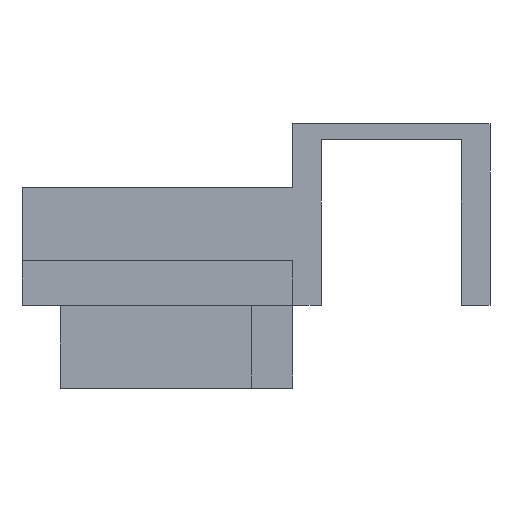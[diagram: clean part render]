
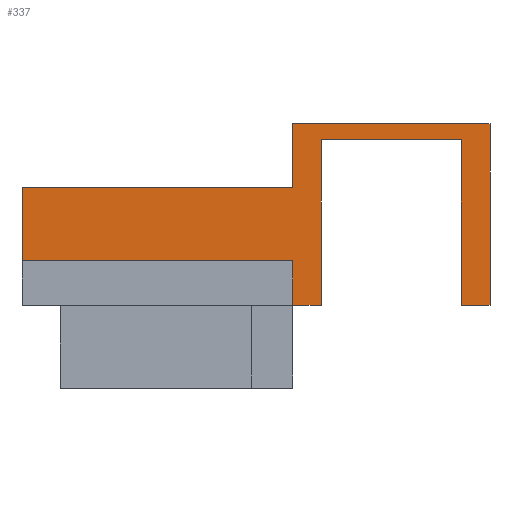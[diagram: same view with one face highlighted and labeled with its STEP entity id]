
A CAD part, front view. The second image highlights one B-rep face of the part: STEP entity #337.
In plain terms, the highlighted planar face has unit normal (0, -1, 0).
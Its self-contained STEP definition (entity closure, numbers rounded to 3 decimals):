
#6 = ORIENTED_EDGE ( 'NONE', *, *, #425, .T. ) ;
#13 = LINE ( 'NONE', #122, #593 ) ;
#16 = VERTEX_POINT ( 'NONE', #115 ) ;
#35 = ORIENTED_EDGE ( 'NONE', *, *, #773, .T. ) ;
#40 = DIRECTION ( 'NONE',  ( 1., 0., 0. ) ) ;
#44 = VECTOR ( 'NONE', #334, 1000. ) ;
#57 = CARTESIAN_POINT ( 'NONE',  ( 5.15, -1.3, 5.2 ) ) ;
#60 = LINE ( 'NONE', #280, #356 ) ;
#72 = VECTOR ( 'NONE', #155, 1000. ) ;
#115 = CARTESIAN_POINT ( 'NONE',  ( 4.25, -1.3, 1.4 ) ) ;
#122 = CARTESIAN_POINT ( 'NONE',  ( 10.45, -1.3, 5.7 ) ) ;
#137 = CARTESIAN_POINT ( 'NONE',  ( 5.15, -1.3, 0. ) ) ;
#140 = DIRECTION ( 'NONE',  ( 0., 0., 1. ) ) ;
#141 = CARTESIAN_POINT ( 'NONE',  ( 5.15, -1.3, 5.2 ) ) ;
#150 = EDGE_CURVE ( 'NONE', #205, #597, #60, .T. ) ;
#153 = VERTEX_POINT ( 'NONE', #510 ) ;
#154 = EDGE_CURVE ( 'NONE', #16, #656, #441, .T. ) ;
#155 = DIRECTION ( 'NONE',  ( -1., 0., 0. ) ) ;
#167 = LINE ( 'NONE', #57, #930 ) ;
#175 = EDGE_CURVE ( 'NONE', #530, #431, #167, .T. ) ;
#181 = DIRECTION ( 'NONE',  ( 0., 1., 0. ) ) ;
#182 = VERTEX_POINT ( 'NONE', #603 ) ;
#198 = EDGE_CURVE ( 'NONE', #291, #182, #556, .T. ) ;
#205 = VERTEX_POINT ( 'NONE', #459 ) ;
#222 = VERTEX_POINT ( 'NONE', #607 ) ;
#234 = ORIENTED_EDGE ( 'NONE', *, *, #352, .T. ) ;
#237 = VERTEX_POINT ( 'NONE', #749 ) ;
#243 = CARTESIAN_POINT ( 'NONE',  ( 5.15, -1.3, 0. ) ) ;
#245 = VECTOR ( 'NONE', #40, 1000. ) ;
#276 = DIRECTION ( 'NONE',  ( 0., 0., -1. ) ) ;
#280 = CARTESIAN_POINT ( 'NONE',  ( 9.55, -1.3, 0. ) ) ;
#287 = ORIENTED_EDGE ( 'NONE', *, *, #154, .T. ) ;
#291 = VERTEX_POINT ( 'NONE', #894 ) ;
#292 = DIRECTION ( 'NONE',  ( 1., 0., 0. ) ) ;
#334 = DIRECTION ( 'NONE',  ( 1., 0., 0. ) ) ;
#337 = ADVANCED_FACE ( 'NONE', ( #845 ), #851, .F. ) ;
#352 = EDGE_CURVE ( 'NONE', #597, #946, #660, .T. ) ;
#356 = VECTOR ( 'NONE', #945, 1000. ) ;
#371 = VECTOR ( 'NONE', #276, 1000. ) ;
#375 = EDGE_CURVE ( 'NONE', #237, #16, #601, .T. ) ;
#381 = CARTESIAN_POINT ( 'NONE',  ( 4.25, -1.3, 0. ) ) ;
#401 = ORIENTED_EDGE ( 'NONE', *, *, #175, .T. ) ;
#406 = EDGE_CURVE ( 'NONE', #222, #182, #802, .T. ) ;
#417 = DIRECTION ( 'NONE',  ( 0., 0., 1. ) ) ;
#425 = EDGE_CURVE ( 'NONE', #656, #530, #613, .T. ) ;
#431 = VERTEX_POINT ( 'NONE', #141 ) ;
#440 = VECTOR ( 'NONE', #292, 1000. ) ;
#441 = LINE ( 'NONE', #954, #371 ) ;
#459 = CARTESIAN_POINT ( 'NONE',  ( 9.55, -1.3, 5.2 ) ) ;
#467 = ORIENTED_EDGE ( 'NONE', *, *, #406, .F. ) ;
#486 = LINE ( 'NONE', #750, #72 ) ;
#504 = ORIENTED_EDGE ( 'NONE', *, *, #198, .T. ) ;
#510 = CARTESIAN_POINT ( 'NONE',  ( 10.45, -1.3, 5.7 ) ) ;
#530 = VERTEX_POINT ( 'NONE', #243 ) ;
#556 = LINE ( 'NONE', #816, #895 ) ;
#585 = DIRECTION ( 'NONE',  ( 0., 0., 1. ) ) ;
#593 = VECTOR ( 'NONE', #140, 1000. ) ;
#597 = VERTEX_POINT ( 'NONE', #710 ) ;
#601 = LINE ( 'NONE', #920, #44 ) ;
#603 = CARTESIAN_POINT ( 'NONE',  ( 4.25, -1.3, 3.7 ) ) ;
#607 = CARTESIAN_POINT ( 'NONE',  ( -4.25, -1.3, 3.7 ) ) ;
#613 = LINE ( 'NONE', #137, #440 ) ;
#633 = DIRECTION ( 'NONE',  ( 1., 0., 0. ) ) ;
#639 = AXIS2_PLACEMENT_3D ( 'NONE', #786, #181, #417 ) ;
#642 = VECTOR ( 'NONE', #678, 1000. ) ;
#656 = VERTEX_POINT ( 'NONE', #381 ) ;
#660 = LINE ( 'NONE', #706, #245 ) ;
#676 = LINE ( 'NONE', #870, #931 ) ;
#678 = DIRECTION ( 'NONE',  ( 1., 0., 0. ) ) ;
#680 = ORIENTED_EDGE ( 'NONE', *, *, #375, .T. ) ;
#681 = CARTESIAN_POINT ( 'NONE',  ( 9.55, -1.3, 5.2 ) ) ;
#695 = CARTESIAN_POINT ( 'NONE',  ( 10.45, -1.3, 0. ) ) ;
#706 = CARTESIAN_POINT ( 'NONE',  ( 10.45, -1.3, 0. ) ) ;
#710 = CARTESIAN_POINT ( 'NONE',  ( 9.55, -1.3, 0. ) ) ;
#727 = DIRECTION ( 'NONE',  ( 0., 0., -1. ) ) ;
#749 = CARTESIAN_POINT ( 'NONE',  ( -4.25, -1.3, 1.4 ) ) ;
#750 = CARTESIAN_POINT ( 'NONE',  ( 4.25, -1.3, 5.7 ) ) ;
#769 = ORIENTED_EDGE ( 'NONE', *, *, #777, .T. ) ;
#773 = EDGE_CURVE ( 'NONE', #946, #153, #13, .T. ) ;
#775 = VECTOR ( 'NONE', #633, 1000. ) ;
#777 = EDGE_CURVE ( 'NONE', #222, #237, #676, .T. ) ;
#786 = CARTESIAN_POINT ( 'NONE',  ( -4.25, -1.3, 3.7 ) ) ;
#802 = LINE ( 'NONE', #923, #775 ) ;
#811 = DIRECTION ( 'NONE',  ( 0., 0., -1. ) ) ;
#813 = EDGE_CURVE ( 'NONE', #153, #291, #486, .T. ) ;
#816 = CARTESIAN_POINT ( 'NONE',  ( 4.25, -1.3, 0. ) ) ;
#831 = EDGE_LOOP ( 'NONE', ( #680, #287, #6, #401, #861, #862, #234, #35, #947, #504, #467, #769 ) ) ;
#837 = LINE ( 'NONE', #681, #642 ) ;
#845 = FACE_OUTER_BOUND ( 'NONE', #831, .T. ) ;
#851 = PLANE ( 'NONE',  #639 ) ;
#855 = EDGE_CURVE ( 'NONE', #431, #205, #837, .T. ) ;
#861 = ORIENTED_EDGE ( 'NONE', *, *, #855, .T. ) ;
#862 = ORIENTED_EDGE ( 'NONE', *, *, #150, .T. ) ;
#870 = CARTESIAN_POINT ( 'NONE',  ( -4.25, -1.3, 3.7 ) ) ;
#894 = CARTESIAN_POINT ( 'NONE',  ( 4.25, -1.3, 5.7 ) ) ;
#895 = VECTOR ( 'NONE', #811, 1000. ) ;
#920 = CARTESIAN_POINT ( 'NONE',  ( -4.25, -1.3, 1.4 ) ) ;
#923 = CARTESIAN_POINT ( 'NONE',  ( -4.25, -1.3, 3.7 ) ) ;
#930 = VECTOR ( 'NONE', #585, 1000. ) ;
#931 = VECTOR ( 'NONE', #727, 1000. ) ;
#945 = DIRECTION ( 'NONE',  ( 0., 0., -1. ) ) ;
#946 = VERTEX_POINT ( 'NONE', #695 ) ;
#947 = ORIENTED_EDGE ( 'NONE', *, *, #813, .T. ) ;
#954 = CARTESIAN_POINT ( 'NONE',  ( 4.25, -1.3, 0. ) ) ;
